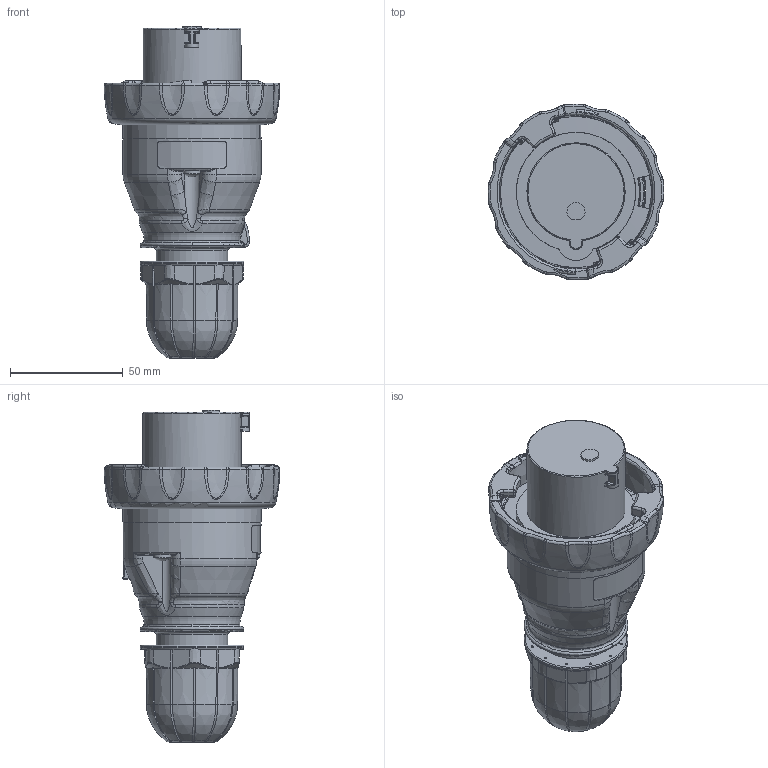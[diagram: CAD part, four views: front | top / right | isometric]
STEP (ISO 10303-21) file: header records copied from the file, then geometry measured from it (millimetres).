
FILE_DESCRIPTION(/* description */ (''),/* implementation_level */ '2;1');
FILE_NAME(/* name */ 'VSIHP20XXX_3P (for customer).stp',/* time_stamp */ '2021-03-02T07:59:40-06:00',/* author */ ('jbergman'),/* organization */ (''),/* preprocessor_version */ 'ST-DEVELOPER v18',/* originating_system */ 'Autodesk Inventor 2020',/* authorisation */ '');
FILE_SCHEMA (('AUTOMOTIVE_DESIGN { 1 0 10303 214 3 1 1 }'));
Products named in the file (1): VSIHP20XXX_3P (for customer)
Bounding box: 77.98 x 77.98 x 147.2 mm (x, y, z)
Volume: 282178.3 mm3; surface area: 40460.9 mm2
Topology: 1 solids, 1 shells, 762 faces, 1989 edges, 1192 vertices
Faces by surface type: bspline 268, plane 157, cylinder 133, torus 116, cone 57, sphere 31
Full cylindrical faces by diameter (mm): 1 x12, 7.6 x3, 43.5 x1, 46 x1, 61.2 x1
Entity records: 38752 total; most frequent: CARTESIAN_POINT 20839, ORIENTED_EDGE 3914, DIRECTION 3277, EDGE_CURVE 1957, AXIS2_PLACEMENT_3D 1406, VERTEX_POINT 1192, EDGE_LOOP 783, STYLED_ITEM 763
